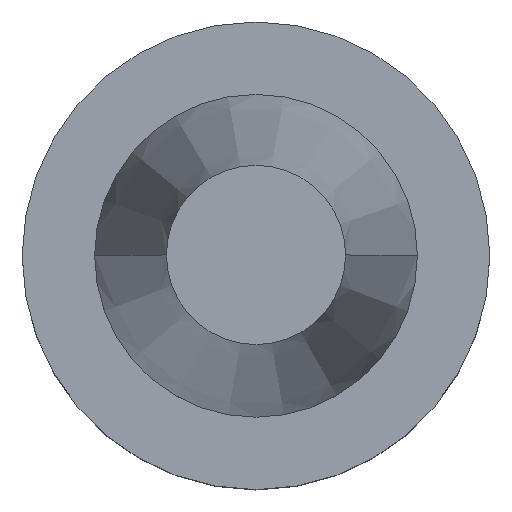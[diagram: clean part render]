
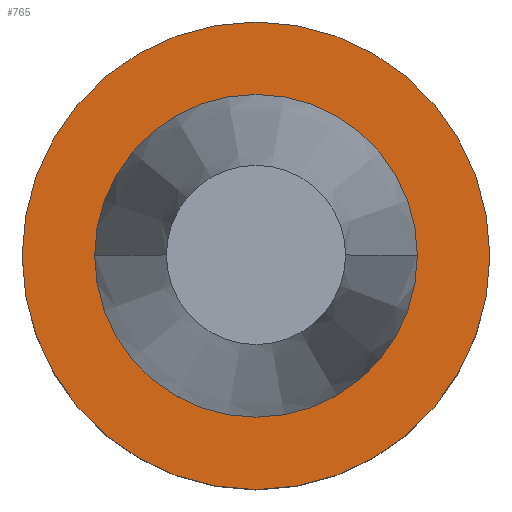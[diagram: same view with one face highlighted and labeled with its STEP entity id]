
A CAD part, top view. The second image highlights one B-rep face of the part: STEP entity #765.
In plain terms, the highlighted planar face has unit normal (0, 0, 1).
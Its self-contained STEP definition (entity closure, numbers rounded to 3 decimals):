
#9 = EDGE_LOOP ( 'NONE', ( #477, #391 ) ) ;
#51 = EDGE_LOOP ( 'NONE', ( #322, #146 ) ) ;
#54 = DIRECTION ( 'NONE',  ( 0., 0., 1. ) ) ;
#70 = AXIS2_PLACEMENT_3D ( 'NONE', #264, #201, #141 ) ;
#79 = DIRECTION ( 'NONE',  ( 0., 0., 1. ) ) ;
#114 = CARTESIAN_POINT ( 'NONE',  ( 0., 0., -0.5 ) ) ;
#117 = DIRECTION ( 'NONE',  ( 0., 0., 1. ) ) ;
#130 = FACE_OUTER_BOUND ( 'NONE', #51, .T. ) ;
#141 = DIRECTION ( 'NONE',  ( -1., 0., 0. ) ) ;
#146 = ORIENTED_EDGE ( 'NONE', *, *, #195, .T. ) ;
#150 = CARTESIAN_POINT ( 'NONE',  ( -23., 0., -0.5 ) ) ;
#190 = CARTESIAN_POINT ( 'NONE',  ( 23., 0., -0.5 ) ) ;
#195 = EDGE_CURVE ( 'NONE', #368, #380, #502, .T. ) ;
#201 = DIRECTION ( 'NONE',  ( 0., 0., -1. ) ) ;
#206 = AXIS2_PLACEMENT_3D ( 'NONE', #323, #79, #565 ) ;
#264 = CARTESIAN_POINT ( 'NONE',  ( 0., 23., -0.5 ) ) ;
#272 = AXIS2_PLACEMENT_3D ( 'NONE', #470, #54, #294 ) ;
#288 = CARTESIAN_POINT ( 'NONE',  ( -15.875, 0., -0.5 ) ) ;
#294 = DIRECTION ( 'NONE',  ( 1., 0., 0. ) ) ;
#322 = ORIENTED_EDGE ( 'NONE', *, *, #592, .T. ) ;
#323 = CARTESIAN_POINT ( 'NONE',  ( 0., 0., -0.5 ) ) ;
#368 = VERTEX_POINT ( 'NONE', #150 ) ;
#374 = PLANE ( 'NONE',  #70 ) ;
#380 = VERTEX_POINT ( 'NONE', #190 ) ;
#391 = ORIENTED_EDGE ( 'NONE', *, *, #662, .F. ) ;
#400 = AXIS2_PLACEMENT_3D ( 'NONE', #542, #716, #538 ) ;
#436 = VERTEX_POINT ( 'NONE', #288 ) ;
#467 = CIRCLE ( 'NONE', #272, 23. ) ;
#470 = CARTESIAN_POINT ( 'NONE',  ( 0., 0., -0.5 ) ) ;
#477 = ORIENTED_EDGE ( 'NONE', *, *, #526, .F. ) ;
#489 = FACE_BOUND ( 'NONE', #9, .T. ) ;
#502 = CIRCLE ( 'NONE', #400, 23. ) ;
#526 = EDGE_CURVE ( 'NONE', #528, #436, #539, .T. ) ;
#528 = VERTEX_POINT ( 'NONE', #722 ) ;
#538 = DIRECTION ( 'NONE',  ( 1., 0., 0. ) ) ;
#539 = CIRCLE ( 'NONE', #639, 15.875 ) ;
#542 = CARTESIAN_POINT ( 'NONE',  ( 0., 0., -0.5 ) ) ;
#565 = DIRECTION ( 'NONE',  ( 1., 0., 0. ) ) ;
#592 = EDGE_CURVE ( 'NONE', #380, #368, #467, .T. ) ;
#593 = DIRECTION ( 'NONE',  ( 1., 0., 0. ) ) ;
#639 = AXIS2_PLACEMENT_3D ( 'NONE', #114, #117, #593 ) ;
#662 = EDGE_CURVE ( 'NONE', #436, #528, #760, .T. ) ;
#716 = DIRECTION ( 'NONE',  ( 0., 0., 1. ) ) ;
#722 = CARTESIAN_POINT ( 'NONE',  ( 15.875, 0., -0.5 ) ) ;
#760 = CIRCLE ( 'NONE', #206, 15.875 ) ;
#765 = ADVANCED_FACE ( 'NONE', ( #489, #130 ), #374, .F. ) ;
